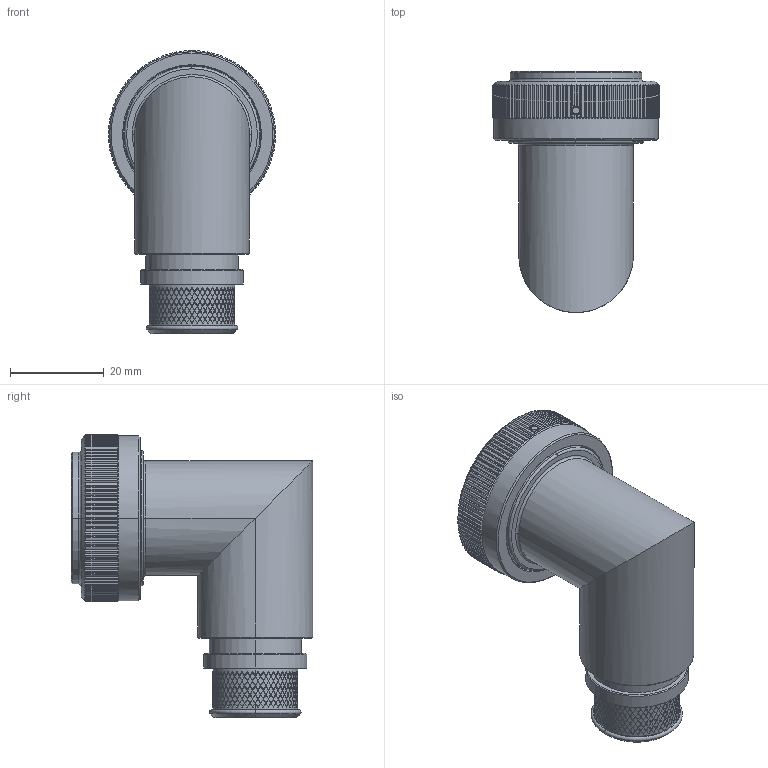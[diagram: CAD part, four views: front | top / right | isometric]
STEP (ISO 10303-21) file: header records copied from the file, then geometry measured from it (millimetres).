
FILE_DESCRIPTION((''),'2;1');
FILE_NAME('BK59E90S-01HM_17_NEW','2015-07-01T',('aneville'),('SOURIAU INDIA'),'PRO/ENGINEER BY PARAMETRIC TECHNOLOGY CORPORATION, 2010140','PRO/ENGINEER BY PARAMETRIC TECHNOLOGY CORPORATION, 2010140','');
FILE_SCHEMA(('CONFIG_CONTROL_DESIGN'));
Length unit declared in the file: millimetre
Products named in the file (1): BK59E90S-01HM_17_NEW
Bounding box: 35.71 x 51.55 x 60.52 mm (x, y, z)
Volume: 18631 mm3; surface area: 14221.5 mm2
Topology: 1 solids, 1 shells, 2851 faces, 6312 edges, 3480 vertices
Faces by surface type: bspline 1604, cylinder 554, plane 535, cone 138, torus 20
Entity records: 127467 total; most frequent: CARTESIAN_POINT 80008, ORIENTED_EDGE 12624, EDGE_CURVE 6312, B_SPLINE_CURVE_WITH_KNOTS 4828, DIRECTION 4516, VERTEX_POINT 3480, EDGE_LOOP 2870, FACE_OUTER_BOUND 2851
